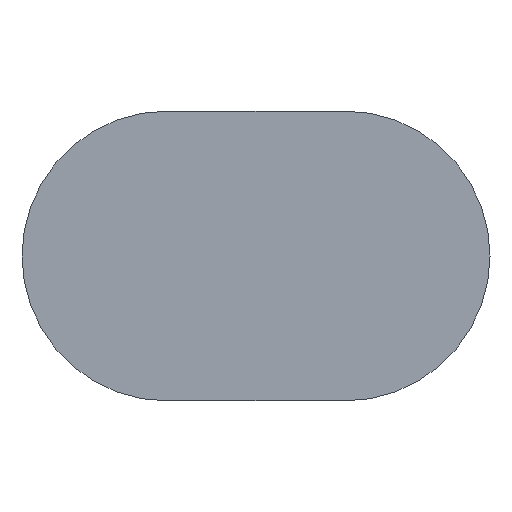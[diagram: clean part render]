
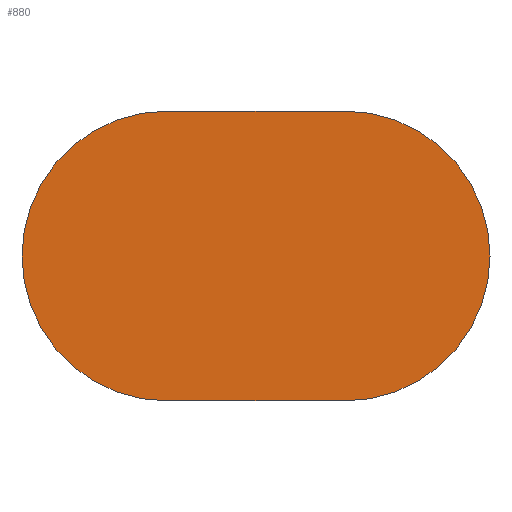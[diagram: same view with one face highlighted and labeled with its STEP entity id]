
A CAD part, front view. The second image highlights one B-rep face of the part: STEP entity #880.
In plain terms, the highlighted planar face has unit normal (0, -1, 0).
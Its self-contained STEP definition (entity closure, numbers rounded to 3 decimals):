
#86 = CARTESIAN_POINT ( 'NONE',  ( 4., 0., 3.25 ) ) ;
#279 = CARTESIAN_POINT ( 'NONE',  ( 0., 0., 3.25 ) ) ;
#300 = DIRECTION ( 'NONE',  ( -1., 0., 0. ) ) ;
#365 = VERTEX_POINT ( 'NONE', #1853 ) ;
#446 = LINE ( 'NONE', #3392, #3240 ) ;
#513 = AXIS2_PLACEMENT_3D ( 'NONE', #1386, #837, #1926 ) ;
#736 = CARTESIAN_POINT ( 'NONE',  ( 0., 0., 0. ) ) ;
#837 = DIRECTION ( 'NONE',  ( 0., -1., 0. ) ) ;
#880 = ADVANCED_FACE ( 'NONE', ( #1568 ), #2336, .F. ) ;
#1019 = CIRCLE ( 'NONE', #1918, 3.25 ) ;
#1066 = VECTOR ( 'NONE', #300, 1000. ) ;
#1200 = CARTESIAN_POINT ( 'NONE',  ( 0., 0., -3.25 ) ) ;
#1386 = CARTESIAN_POINT ( 'NONE',  ( 4., 0., 0. ) ) ;
#1429 = VERTEX_POINT ( 'NONE', #279 ) ;
#1489 = EDGE_CURVE ( 'NONE', #1808, #1429, #2970, .T. ) ;
#1509 = DIRECTION ( 'NONE',  ( 1., 0., 0. ) ) ;
#1535 = DIRECTION ( 'NONE',  ( 0., 0., 1. ) ) ;
#1568 = FACE_OUTER_BOUND ( 'NONE', #3395, .T. ) ;
#1572 = ORIENTED_EDGE ( 'NONE', *, *, #2682, .T. ) ;
#1576 = ORIENTED_EDGE ( 'NONE', *, *, #2739, .T. ) ;
#1634 = DIRECTION ( 'NONE',  ( 0., 0., -1. ) ) ;
#1655 = DIRECTION ( 'NONE',  ( 0., -1., 0. ) ) ;
#1808 = VERTEX_POINT ( 'NONE', #86 ) ;
#1853 = CARTESIAN_POINT ( 'NONE',  ( 4., 0., -3.25 ) ) ;
#1918 = AXIS2_PLACEMENT_3D ( 'NONE', #3217, #1655, #1634 ) ;
#1926 = DIRECTION ( 'NONE',  ( 0., 0., -1. ) ) ;
#2125 = VERTEX_POINT ( 'NONE', #1200 ) ;
#2131 = AXIS2_PLACEMENT_3D ( 'NONE', #736, #2382, #1535 ) ;
#2159 = CARTESIAN_POINT ( 'NONE',  ( 0., 0., 3.25 ) ) ;
#2319 = ORIENTED_EDGE ( 'NONE', *, *, #1489, .T. ) ;
#2336 = PLANE ( 'NONE',  #2131 ) ;
#2382 = DIRECTION ( 'NONE',  ( 0., 1., 0. ) ) ;
#2593 = ORIENTED_EDGE ( 'NONE', *, *, #2906, .T. ) ;
#2682 = EDGE_CURVE ( 'NONE', #1429, #2125, #1019, .T. ) ;
#2739 = EDGE_CURVE ( 'NONE', #2125, #365, #446, .T. ) ;
#2906 = EDGE_CURVE ( 'NONE', #365, #1808, #3312, .T. ) ;
#2970 = LINE ( 'NONE', #2159, #1066 ) ;
#3217 = CARTESIAN_POINT ( 'NONE',  ( 0., 0., 0. ) ) ;
#3240 = VECTOR ( 'NONE', #1509, 1000. ) ;
#3312 = CIRCLE ( 'NONE', #513, 3.25 ) ;
#3392 = CARTESIAN_POINT ( 'NONE',  ( 0., 0., -3.25 ) ) ;
#3395 = EDGE_LOOP ( 'NONE', ( #1572, #1576, #2593, #2319 ) ) ;
